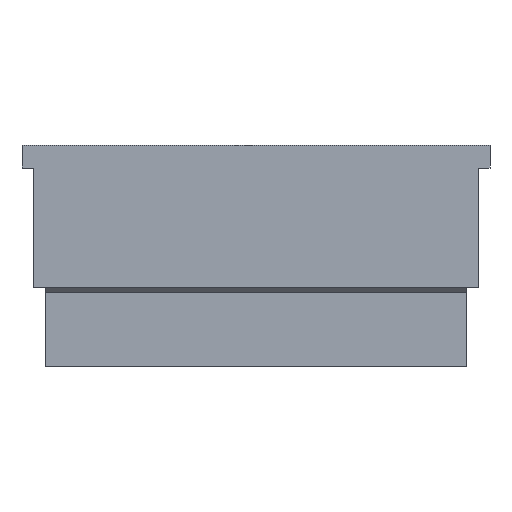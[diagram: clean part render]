
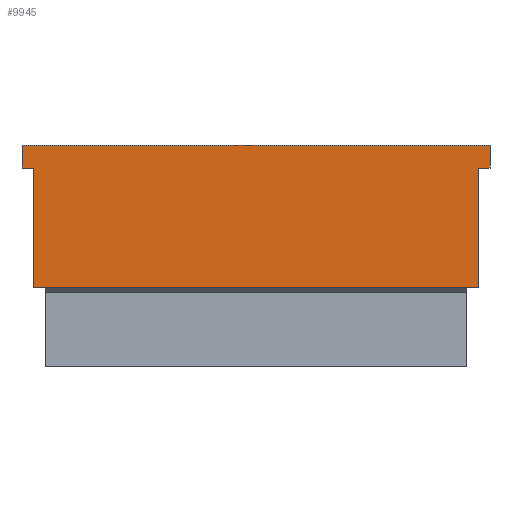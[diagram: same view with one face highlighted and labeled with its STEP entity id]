
A CAD part, front view. The second image highlights one B-rep face of the part: STEP entity #9945.
In plain terms, the highlighted planar face has unit normal (0, -1, 0).
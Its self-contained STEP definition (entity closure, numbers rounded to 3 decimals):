
#101=DIRECTION('',(-1.,0.,0.));
#102=VECTOR('',#101,19.75);
#103=CARTESIAN_POINT('',(9.875,-1.2,0.4));
#104=LINE('',#103,#102);
#2365=DIRECTION('',(0.,0.,-1.));
#2366=VECTOR('',#2365,1.);
#2367=CARTESIAN_POINT('',(10.375,-1.2,6.7));
#2368=LINE('',#2367,#2366);
#2377=DIRECTION('',(1.,0.,0.));
#2378=VECTOR('',#2377,0.5);
#2379=CARTESIAN_POINT('',(-10.375,-1.2,5.7));
#2380=LINE('',#2379,#2378);
#2409=DIRECTION('',(1.,0.,0.));
#2410=VECTOR('',#2409,0.5);
#2411=CARTESIAN_POINT('',(9.875,-1.2,5.7));
#2412=LINE('',#2411,#2410);
#2413=DIRECTION('',(0.,0.,-1.));
#2414=VECTOR('',#2413,5.3);
#2415=CARTESIAN_POINT('',(-9.875,-1.2,5.7));
#2416=LINE('',#2415,#2414);
#2417=DIRECTION('',(0.,0.,-1.));
#2418=VECTOR('',#2417,5.3);
#2419=CARTESIAN_POINT('',(9.875,-1.2,5.7));
#2420=LINE('',#2419,#2418);
#2421=DIRECTION('',(1.,0.,0.));
#2422=VECTOR('',#2421,20.75);
#2423=CARTESIAN_POINT('',(-10.375,-1.2,6.7));
#2424=LINE('',#2423,#2422);
#2441=DIRECTION('',(0.,0.,-1.));
#2442=VECTOR('',#2441,1.);
#2443=CARTESIAN_POINT('',(-10.375,-1.2,6.7));
#2444=LINE('',#2443,#2442);
#5945=CARTESIAN_POINT('',(-10.375,-1.2,5.7));
#5947=VERTEX_POINT('',#5945);
#5951=CARTESIAN_POINT('',(-10.375,-1.2,6.7));
#5952=VERTEX_POINT('',#5951);
#5957=CARTESIAN_POINT('',(10.375,-1.2,6.7));
#5958=CARTESIAN_POINT('',(10.375,-1.2,5.7));
#5959=VERTEX_POINT('',#5957);
#5960=VERTEX_POINT('',#5958);
#5962=CARTESIAN_POINT('',(9.875,-1.2,0.4));
#5964=VERTEX_POINT('',#5962);
#5965=CARTESIAN_POINT('',(-9.875,-1.2,0.4));
#5966=VERTEX_POINT('',#5965);
#5969=CARTESIAN_POINT('',(-9.875,-1.2,5.7));
#5971=VERTEX_POINT('',#5969);
#5973=CARTESIAN_POINT('',(9.875,-1.2,5.7));
#5974=VERTEX_POINT('',#5973);
#9928=CARTESIAN_POINT('',(-10.375,-1.2,6.7));
#9929=DIRECTION('',(0.,-1.,0.));
#9930=DIRECTION('',(0.,0.,-1.));
#9931=AXIS2_PLACEMENT_3D('',#9928,#9929,#9930);
#9932=PLANE('',#9931);
#9933=ORIENTED_EDGE('',*,*,#9909,.F.);
#9935=ORIENTED_EDGE('',*,*,#9934,.T.);
#9936=ORIENTED_EDGE('',*,*,#6864,.T.);
#9937=ORIENTED_EDGE('',*,*,#9921,.F.);
#9938=ORIENTED_EDGE('',*,*,#9870,.F.);
#9940=ORIENTED_EDGE('',*,*,#9939,.F.);
#9941=ORIENTED_EDGE('',*,*,#9788,.T.);
#9942=ORIENTED_EDGE('',*,*,#9854,.T.);
#9943=EDGE_LOOP('',(#9933,#9935,#9936,#9937,#9938,#9940,#9941,#9942));
#9944=FACE_OUTER_BOUND('',#9943,.F.);
#9945=ADVANCED_FACE('',(#9944),#9932,.T.);
#6864=EDGE_CURVE('',#5964,#5966,#104,.T.);
#9788=EDGE_CURVE('',#5952,#5959,#2424,.T.);
#9854=EDGE_CURVE('',#5959,#5960,#2368,.T.);
#9870=EDGE_CURVE('',#5947,#5971,#2380,.T.);
#9909=EDGE_CURVE('',#5974,#5960,#2412,.T.);
#9921=EDGE_CURVE('',#5971,#5966,#2416,.T.);
#9934=EDGE_CURVE('',#5974,#5964,#2420,.T.);
#9939=EDGE_CURVE('',#5952,#5947,#2444,.T.);
